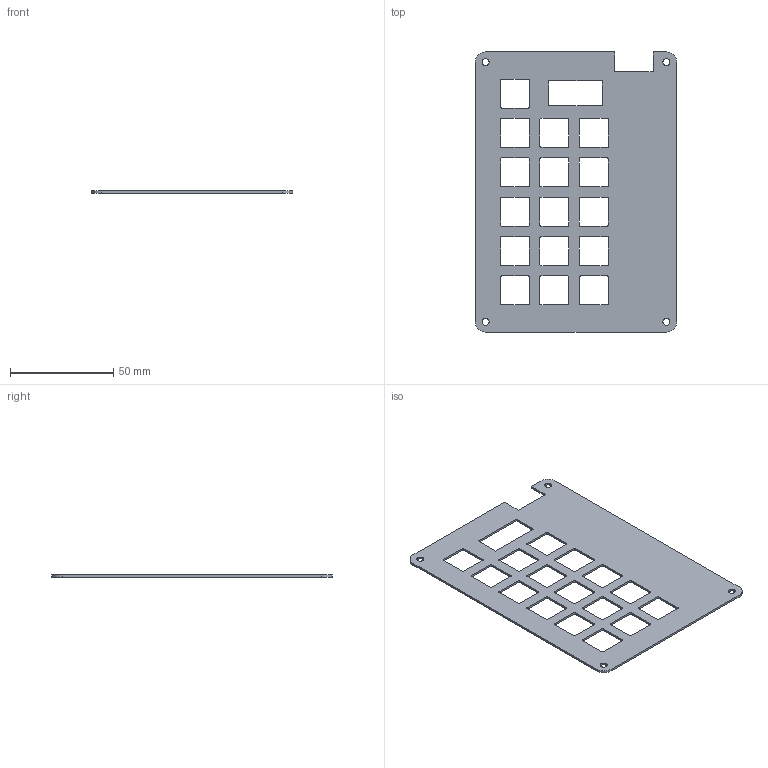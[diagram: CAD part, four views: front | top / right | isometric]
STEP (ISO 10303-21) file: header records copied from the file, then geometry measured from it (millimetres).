
FILE_DESCRIPTION(/* description */ (''),/* implementation_level */ '2;1');
FILE_NAME(/* name */ 'Hackpad Case Top V3.step',/* time_stamp */ '2026-01-05T17:31:38-05:00',/* author */ (''),/* organization */ (''),/* preprocessor_version */ 'ST-DEVELOPER v20.1',/* originating_system */ 'Autodesk Translation Framework v14.21.0.0',/* authorisation */ '');
FILE_SCHEMA (('AUTOMOTIVE_DESIGN { 1 0 10303 214 3 1 1 }'));
Length unit declared in the file: millimetre
Products named in the file (2): 2025-11-28-20-42-54-500; 2025-11-28-20-43-19-232
Assembly tree (1 placements, depth 2):
  2025-11-28-20-42-54-500
    2025-11-28-20-43-19-232
Bounding box: 97.5 x 135.5 x 1 mm (x, y, z)
Volume: 9533.2 mm3; surface area: 20543.7 mm2
Topology: 1 solids, 1 shells, 150 faces, 444 edges, 296 vertices
Faces by surface type: plane 78, cylinder 72
Full cylindrical faces by diameter (mm): 3.4 x4
Entity records: 5189 total; most frequent: DIRECTION 894, CARTESIAN_POINT 893, ORIENTED_EDGE 888, EDGE_CURVE 444, LINE 300, VECTOR 300, AXIS2_PLACEMENT_3D 297, VERTEX_POINT 296
